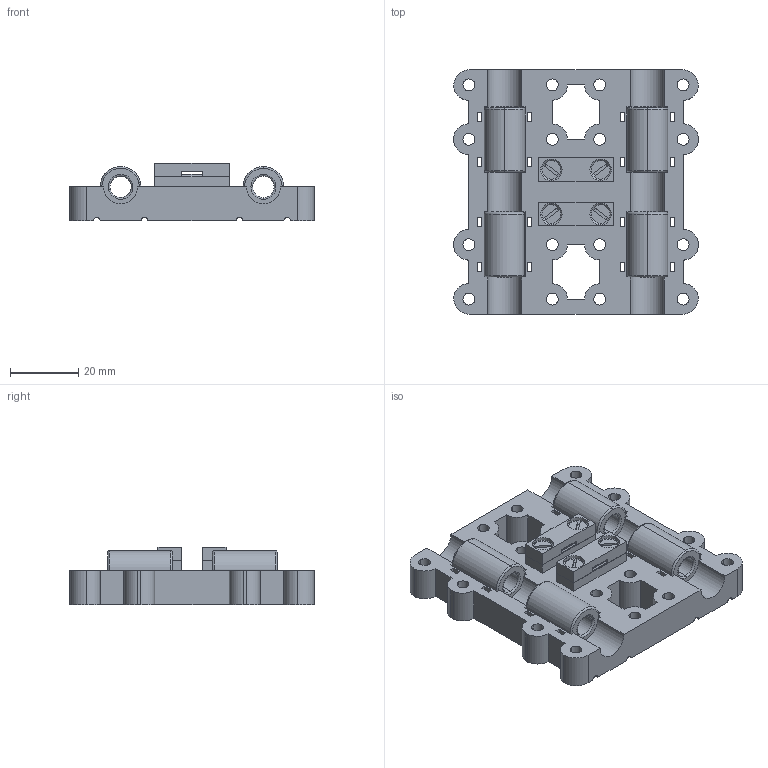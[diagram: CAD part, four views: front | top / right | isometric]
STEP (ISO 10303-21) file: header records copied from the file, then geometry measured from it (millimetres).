
FILE_DESCRIPTION (( 'STEP AP214' ), '1' );
FILE_NAME ('ascenseur_v5.2.3.STEP', '2014-01-20T16:58:52', ( 'Cédric' ), ( '' ), 'SwSTEP 2.0', 'SolidWorks 2013', '' );
FILE_SCHEMA (( 'AUTOMOTIVE_DESIGN' ));
Length unit declared in the file: millimetre
Products named in the file (7): slotted countersunk flat head screw_iso_ISO 2009 - M3 x 16 --- 16N; Brides_couroie7mm; Charriot_v5; RoulementAxial; ascenseur_v5.2.3; ChariotAvecReoulementAssemblage_v5; hex thin nut chamfered gradeab_iso_Hexagon Thin Nut ISO - 4035 - M3 - N
Assembly tree (16 placements, depth 3):
  ascenseur_v5.2.3
    ChariotAvecReoulementAssemblage_v5
      RoulementAxial  x4
      Charriot_v5
      Brides_couroie7mm  x2
      slotted countersunk flat head screw_iso_ISO 2009 - M3 x 16 --- 16N  x4
      hex thin nut chamfered gradeab_iso_Hexagon Thin Nut ISO - 4035 - M3 - N  x4
Bounding box: 72 x 72 x 17 mm (x, y, z)
Volume: 42305.8 mm3; surface area: 25495.2 mm2
Topology: 15 solids, 15 shells, 538 faces, 1400 edges, 888 vertices
Faces by surface type: plane 252, cylinder 166, cone 80, torus 40
Entity records: 11920 total; most frequent: CARTESIAN_POINT 2118, DIRECTION 2010, ORIENTED_EDGE 1976, EDGE_CURVE 988, AXIS2_PLACEMENT_3D 682, VERTEX_POINT 646, LINE 646, VECTOR 646
